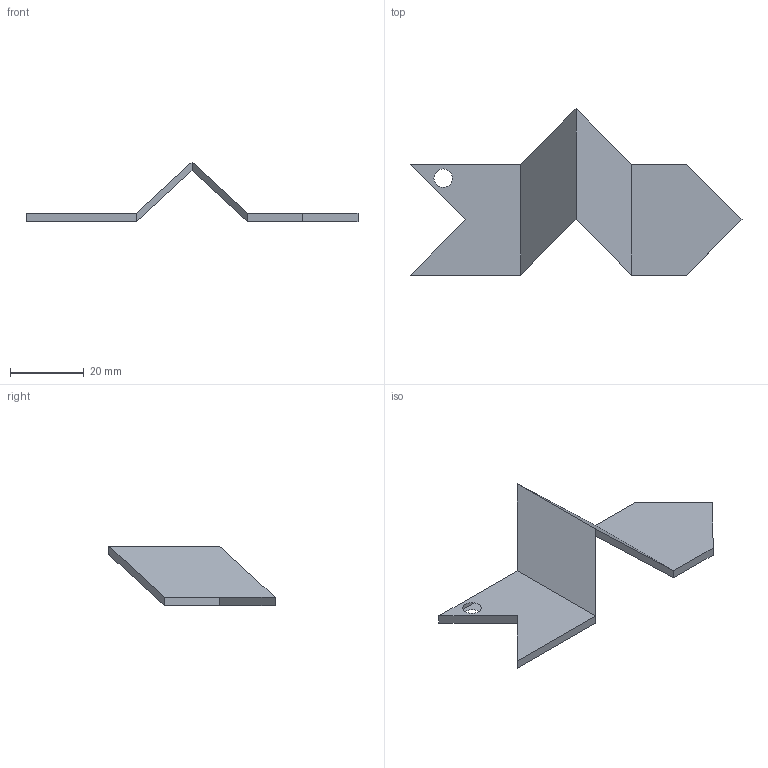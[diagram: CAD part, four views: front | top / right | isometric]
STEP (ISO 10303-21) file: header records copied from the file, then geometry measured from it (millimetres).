
FILE_DESCRIPTION(('FreeCAD Model'),'2;1');
FILE_NAME('Modik.step','2017-06-13T16:02:03',( 'Author'),(''),'Open CASCADE STEP processor 6.8','FreeCAD','Unknown' );
FILE_SCHEMA(('AUTOMOTIVE_DESIGN_CC2 { 1 2 10303 214 -1 1 5 4 }'));
Length unit declared in the file: millimetre
Products named in the file (2): ASSEMBLY; Llavero_Modik
Assembly tree (1 placements, depth 2):
  ASSEMBLY
    Llavero_Modik
Bounding box: 90 x 45.05 x 16.2 mm (x, y, z)
Surface area: 6142.1 mm2 (no closed solid volume)
Topology: 0 solids, 4 shells, 26 faces, 56 edges, 38 vertices
Faces by surface type: plane 26
Entity records: 1628 total; most frequent: CARTESIAN_POINT 244, DIRECTION 222, LINE 162, VECTOR 162, ORIENTED_EDGE 110, PCURVE 110, DEFINITIONAL_REPRESENTATION 110, EDGE_CURVE 56
